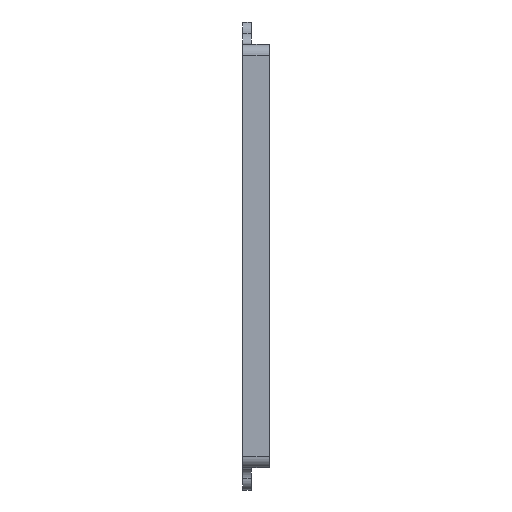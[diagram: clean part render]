
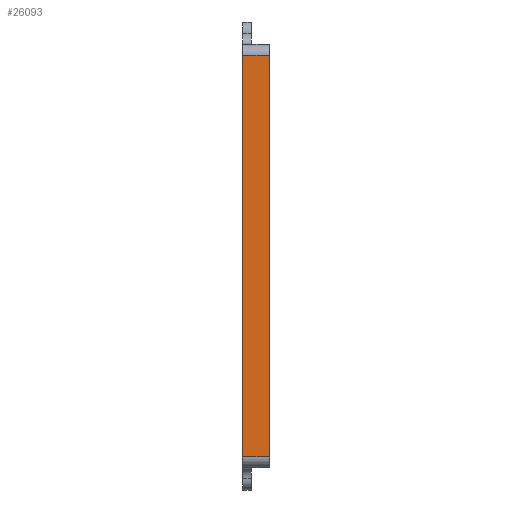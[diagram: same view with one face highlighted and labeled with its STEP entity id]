
A CAD part, left-side view. The second image highlights one B-rep face of the part: STEP entity #26093.
In plain terms, the highlighted planar face has unit normal (-1, 0, 0).
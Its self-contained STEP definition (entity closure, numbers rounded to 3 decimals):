
#2871 = EDGE_CURVE ( 'NONE', #15532, #10939, #17389, .T. ) ;
#2961 = DIRECTION ( 'NONE',  ( 0., 0., 1. ) ) ;
#4576 = CARTESIAN_POINT ( 'NONE',  ( -119.011, 0., -167.463 ) ) ;
#4926 = CARTESIAN_POINT ( 'NONE',  ( -119.011, 4.763, -240.063 ) ) ;
#5433 = LINE ( 'NONE', #11426, #11465 ) ;
#5932 = CARTESIAN_POINT ( 'NONE',  ( -119.011, 0., -240.063 ) ) ;
#6675 = LINE ( 'NONE', #23264, #15818 ) ;
#6848 = VECTOR ( 'NONE', #25537, 1000. ) ;
#7611 = ORIENTED_EDGE ( 'NONE', *, *, #14322, .T. ) ;
#9810 = PLANE ( 'NONE',  #14337 ) ;
#10939 = VERTEX_POINT ( 'NONE', #11534 ) ;
#11224 = EDGE_CURVE ( 'NONE', #23900, #16566, #15043, .T. ) ;
#11426 = CARTESIAN_POINT ( 'NONE',  ( -119.011, 4.763, -167.463 ) ) ;
#11465 = VECTOR ( 'NONE', #19846, 1000. ) ;
#11534 = CARTESIAN_POINT ( 'NONE',  ( -119.011, 4.763, -167.463 ) ) ;
#11971 = CARTESIAN_POINT ( 'NONE',  ( -119.011, 0., -167.463 ) ) ;
#14322 = EDGE_CURVE ( 'NONE', #15532, #23900, #6675, .T. ) ;
#14337 = AXIS2_PLACEMENT_3D ( 'NONE', #22337, #24787, #18515 ) ;
#14395 = EDGE_CURVE ( 'NONE', #10939, #16566, #5433, .T. ) ;
#14565 = FACE_OUTER_BOUND ( 'NONE', #23534, .T. ) ;
#14813 = ORIENTED_EDGE ( 'NONE', *, *, #11224, .T. ) ;
#14947 = CARTESIAN_POINT ( 'NONE',  ( -119.011, 4.763, -167.463 ) ) ;
#15043 = LINE ( 'NONE', #4576, #6848 ) ;
#15532 = VERTEX_POINT ( 'NONE', #4926 ) ;
#15818 = VECTOR ( 'NONE', #21223, 1000. ) ;
#16566 = VERTEX_POINT ( 'NONE', #11971 ) ;
#17257 = ORIENTED_EDGE ( 'NONE', *, *, #14395, .F. ) ;
#17389 = LINE ( 'NONE', #14947, #24960 ) ;
#18515 = DIRECTION ( 'NONE',  ( 0., 0., -1. ) ) ;
#19096 = ORIENTED_EDGE ( 'NONE', *, *, #2871, .F. ) ;
#19846 = DIRECTION ( 'NONE',  ( 0., -1., 0. ) ) ;
#21223 = DIRECTION ( 'NONE',  ( 0., -1., 0. ) ) ;
#22337 = CARTESIAN_POINT ( 'NONE',  ( -119.011, 4.763, -167.463 ) ) ;
#23264 = CARTESIAN_POINT ( 'NONE',  ( -119.011, 4.763, -240.063 ) ) ;
#23534 = EDGE_LOOP ( 'NONE', ( #14813, #17257, #19096, #7611 ) ) ;
#23900 = VERTEX_POINT ( 'NONE', #5932 ) ;
#24787 = DIRECTION ( 'NONE',  ( 1., 0., 0. ) ) ;
#24960 = VECTOR ( 'NONE', #2961, 1000. ) ;
#25537 = DIRECTION ( 'NONE',  ( 0., 0., 1. ) ) ;
#26093 = ADVANCED_FACE ( 'NONE', ( #14565 ), #9810, .F. ) ;
